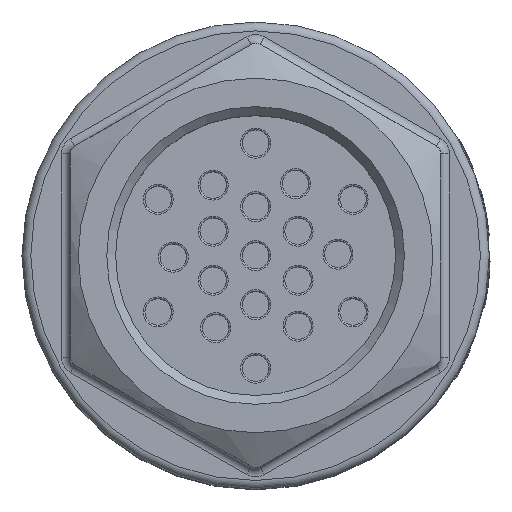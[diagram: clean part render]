
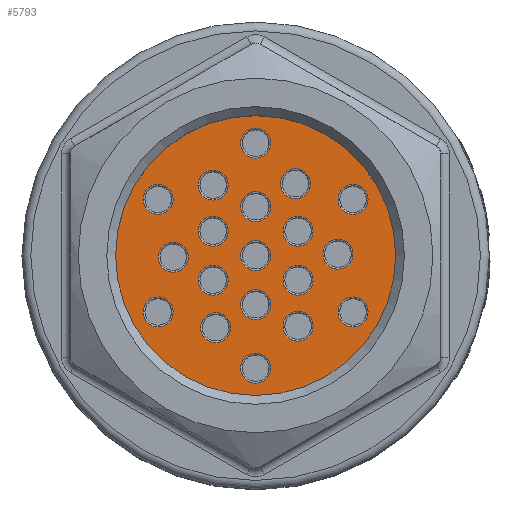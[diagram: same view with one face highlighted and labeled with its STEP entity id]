
A CAD part, top view. The second image highlights one B-rep face of the part: STEP entity #5793.
In plain terms, the highlighted planar face has unit normal (0, 0, 1).
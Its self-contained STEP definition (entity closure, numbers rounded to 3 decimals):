
#349=FACE_BOUND('',#1176,.T.);
#350=FACE_BOUND('',#1177,.T.);
#351=FACE_BOUND('',#1178,.T.);
#352=FACE_BOUND('',#1179,.T.);
#353=FACE_BOUND('',#1180,.T.);
#354=FACE_BOUND('',#1181,.T.);
#355=FACE_BOUND('',#1182,.T.);
#356=FACE_BOUND('',#1183,.T.);
#357=FACE_BOUND('',#1184,.T.);
#358=FACE_BOUND('',#1185,.T.);
#359=FACE_BOUND('',#1186,.T.);
#360=FACE_BOUND('',#1187,.T.);
#361=FACE_BOUND('',#1188,.T.);
#362=FACE_BOUND('',#1189,.T.);
#363=FACE_BOUND('',#1190,.T.);
#364=FACE_BOUND('',#1191,.T.);
#365=FACE_BOUND('',#1192,.T.);
#366=FACE_BOUND('',#1193,.T.);
#367=FACE_BOUND('',#1194,.T.);
#486=PLANE('',#6232);
#823=FACE_OUTER_BOUND('',#1175,.T.);
#1175=EDGE_LOOP('',(#4851));
#1176=EDGE_LOOP('',(#4852));
#1177=EDGE_LOOP('',(#4853));
#1178=EDGE_LOOP('',(#4854));
#1179=EDGE_LOOP('',(#4855));
#1180=EDGE_LOOP('',(#4856));
#1181=EDGE_LOOP('',(#4857));
#1182=EDGE_LOOP('',(#4858));
#1183=EDGE_LOOP('',(#4859));
#1184=EDGE_LOOP('',(#4860));
#1185=EDGE_LOOP('',(#4861));
#1186=EDGE_LOOP('',(#4862));
#1187=EDGE_LOOP('',(#4863));
#1188=EDGE_LOOP('',(#4864));
#1189=EDGE_LOOP('',(#4865));
#1190=EDGE_LOOP('',(#4866));
#1191=EDGE_LOOP('',(#4867));
#1192=EDGE_LOOP('',(#4868));
#1193=EDGE_LOOP('',(#4869));
#1194=EDGE_LOOP('',(#4870));
#2124=CIRCLE('',#6224,15.885);
#2126=CIRCLE('',#6228,1.7);
#2130=CIRCLE('',#6233,1.7);
#2131=CIRCLE('',#6234,1.7);
#2132=CIRCLE('',#6235,1.7);
#2133=CIRCLE('',#6236,1.7);
#2134=CIRCLE('',#6237,1.7);
#2135=CIRCLE('',#6238,1.7);
#2136=CIRCLE('',#6239,1.7);
#2137=CIRCLE('',#6240,1.7);
#2138=CIRCLE('',#6241,1.7);
#2139=CIRCLE('',#6242,1.7);
#2140=CIRCLE('',#6243,1.7);
#2141=CIRCLE('',#6244,1.7);
#2142=CIRCLE('',#6245,1.7);
#2143=CIRCLE('',#6246,1.7);
#2144=CIRCLE('',#6247,1.7);
#2145=CIRCLE('',#6248,1.7);
#2146=CIRCLE('',#6249,1.7);
#2147=CIRCLE('',#6250,1.7);
#2664=VERTEX_POINT('',#11571);
#2666=VERTEX_POINT('',#11578);
#2669=VERTEX_POINT('',#11586);
#2670=VERTEX_POINT('',#11588);
#2671=VERTEX_POINT('',#11590);
#2672=VERTEX_POINT('',#11592);
#2673=VERTEX_POINT('',#11594);
#2674=VERTEX_POINT('',#11596);
#2675=VERTEX_POINT('',#11598);
#2676=VERTEX_POINT('',#11600);
#2677=VERTEX_POINT('',#11602);
#2678=VERTEX_POINT('',#11604);
#2679=VERTEX_POINT('',#11606);
#2680=VERTEX_POINT('',#11608);
#2681=VERTEX_POINT('',#11610);
#2682=VERTEX_POINT('',#11612);
#2683=VERTEX_POINT('',#11614);
#2684=VERTEX_POINT('',#11616);
#2685=VERTEX_POINT('',#11618);
#2686=VERTEX_POINT('',#11620);
#3411=EDGE_CURVE('',#2664,#2664,#2124,.T.);
#3413=EDGE_CURVE('',#2666,#2666,#2126,.T.);
#3417=EDGE_CURVE('',#2669,#2669,#2130,.T.);
#3418=EDGE_CURVE('',#2670,#2670,#2131,.T.);
#3419=EDGE_CURVE('',#2671,#2671,#2132,.T.);
#3420=EDGE_CURVE('',#2672,#2672,#2133,.T.);
#3421=EDGE_CURVE('',#2673,#2673,#2134,.T.);
#3422=EDGE_CURVE('',#2674,#2674,#2135,.T.);
#3423=EDGE_CURVE('',#2675,#2675,#2136,.T.);
#3424=EDGE_CURVE('',#2676,#2676,#2137,.T.);
#3425=EDGE_CURVE('',#2677,#2677,#2138,.T.);
#3426=EDGE_CURVE('',#2678,#2678,#2139,.T.);
#3427=EDGE_CURVE('',#2679,#2679,#2140,.T.);
#3428=EDGE_CURVE('',#2680,#2680,#2141,.T.);
#3429=EDGE_CURVE('',#2681,#2681,#2142,.T.);
#3430=EDGE_CURVE('',#2682,#2682,#2143,.T.);
#3431=EDGE_CURVE('',#2683,#2683,#2144,.T.);
#3432=EDGE_CURVE('',#2684,#2684,#2145,.T.);
#3433=EDGE_CURVE('',#2685,#2685,#2146,.T.);
#3434=EDGE_CURVE('',#2686,#2686,#2147,.T.);
#4851=ORIENTED_EDGE('',*,*,#3411,.F.);
#4852=ORIENTED_EDGE('',*,*,#3417,.F.);
#4853=ORIENTED_EDGE('',*,*,#3418,.F.);
#4854=ORIENTED_EDGE('',*,*,#3419,.F.);
#4855=ORIENTED_EDGE('',*,*,#3420,.F.);
#4856=ORIENTED_EDGE('',*,*,#3421,.F.);
#4857=ORIENTED_EDGE('',*,*,#3422,.F.);
#4858=ORIENTED_EDGE('',*,*,#3423,.F.);
#4859=ORIENTED_EDGE('',*,*,#3424,.F.);
#4860=ORIENTED_EDGE('',*,*,#3425,.F.);
#4861=ORIENTED_EDGE('',*,*,#3426,.F.);
#4862=ORIENTED_EDGE('',*,*,#3427,.F.);
#4863=ORIENTED_EDGE('',*,*,#3428,.F.);
#4864=ORIENTED_EDGE('',*,*,#3429,.F.);
#4865=ORIENTED_EDGE('',*,*,#3430,.F.);
#4866=ORIENTED_EDGE('',*,*,#3431,.F.);
#4867=ORIENTED_EDGE('',*,*,#3432,.F.);
#4868=ORIENTED_EDGE('',*,*,#3433,.F.);
#4869=ORIENTED_EDGE('',*,*,#3434,.F.);
#4870=ORIENTED_EDGE('',*,*,#3413,.F.);
#5793=ADVANCED_FACE('',(#823,#349,#350,#351,#352,#353,#354,#355,#356,#357,
#358,#359,#360,#361,#362,#363,#364,#365,#366,#367),#486,.T.);
#6224=AXIS2_PLACEMENT_3D('',#11573,#7391,#7392);
#6228=AXIS2_PLACEMENT_3D('',#11579,#7399,#7400);
#6232=AXIS2_PLACEMENT_3D('',#11585,#7407,#7408);
#6233=AXIS2_PLACEMENT_3D('',#11587,#7409,#7410);
#6234=AXIS2_PLACEMENT_3D('',#11589,#7411,#7412);
#6235=AXIS2_PLACEMENT_3D('',#11591,#7413,#7414);
#6236=AXIS2_PLACEMENT_3D('',#11593,#7415,#7416);
#6237=AXIS2_PLACEMENT_3D('',#11595,#7417,#7418);
#6238=AXIS2_PLACEMENT_3D('',#11597,#7419,#7420);
#6239=AXIS2_PLACEMENT_3D('',#11599,#7421,#7422);
#6240=AXIS2_PLACEMENT_3D('',#11601,#7423,#7424);
#6241=AXIS2_PLACEMENT_3D('',#11603,#7425,#7426);
#6242=AXIS2_PLACEMENT_3D('',#11605,#7427,#7428);
#6243=AXIS2_PLACEMENT_3D('',#11607,#7429,#7430);
#6244=AXIS2_PLACEMENT_3D('',#11609,#7431,#7432);
#6245=AXIS2_PLACEMENT_3D('',#11611,#7433,#7434);
#6246=AXIS2_PLACEMENT_3D('',#11613,#7435,#7436);
#6247=AXIS2_PLACEMENT_3D('',#11615,#7437,#7438);
#6248=AXIS2_PLACEMENT_3D('',#11617,#7439,#7440);
#6249=AXIS2_PLACEMENT_3D('',#11619,#7441,#7442);
#6250=AXIS2_PLACEMENT_3D('',#11621,#7443,#7444);
#7391=DIRECTION('center_axis',(0.,0.,-1.));
#7392=DIRECTION('ref_axis',(-1.,0.,0.));
#7399=DIRECTION('center_axis',(0.,0.,1.));
#7400=DIRECTION('ref_axis',(-1.,0.,0.));
#7407=DIRECTION('center_axis',(0.,0.,1.));
#7408=DIRECTION('ref_axis',(1.,0.,0.));
#7409=DIRECTION('center_axis',(0.,0.,1.));
#7410=DIRECTION('ref_axis',(-1.,0.,0.));
#7411=DIRECTION('center_axis',(0.,0.,1.));
#7412=DIRECTION('ref_axis',(-1.,0.,0.));
#7413=DIRECTION('center_axis',(0.,0.,1.));
#7414=DIRECTION('ref_axis',(-1.,0.,0.));
#7415=DIRECTION('center_axis',(0.,0.,1.));
#7416=DIRECTION('ref_axis',(-1.,0.,0.));
#7417=DIRECTION('center_axis',(0.,0.,1.));
#7418=DIRECTION('ref_axis',(-1.,0.,0.));
#7419=DIRECTION('center_axis',(0.,0.,1.));
#7420=DIRECTION('ref_axis',(-1.,0.,0.));
#7421=DIRECTION('center_axis',(0.,0.,1.));
#7422=DIRECTION('ref_axis',(-1.,0.,0.));
#7423=DIRECTION('center_axis',(0.,0.,1.));
#7424=DIRECTION('ref_axis',(-1.,0.,0.));
#7425=DIRECTION('center_axis',(0.,0.,1.));
#7426=DIRECTION('ref_axis',(-1.,0.,0.));
#7427=DIRECTION('center_axis',(0.,0.,1.));
#7428=DIRECTION('ref_axis',(-1.,0.,0.));
#7429=DIRECTION('center_axis',(0.,0.,1.));
#7430=DIRECTION('ref_axis',(-1.,0.,0.));
#7431=DIRECTION('center_axis',(0.,0.,1.));
#7432=DIRECTION('ref_axis',(-1.,0.,0.));
#7433=DIRECTION('center_axis',(0.,0.,1.));
#7434=DIRECTION('ref_axis',(-1.,0.,0.));
#7435=DIRECTION('center_axis',(0.,0.,1.));
#7436=DIRECTION('ref_axis',(-1.,0.,0.));
#7437=DIRECTION('center_axis',(0.,0.,1.));
#7438=DIRECTION('ref_axis',(-1.,0.,0.));
#7439=DIRECTION('center_axis',(0.,0.,1.));
#7440=DIRECTION('ref_axis',(-1.,0.,0.));
#7441=DIRECTION('center_axis',(0.,0.,1.));
#7442=DIRECTION('ref_axis',(-1.,0.,0.));
#7443=DIRECTION('center_axis',(0.,0.,1.));
#7444=DIRECTION('ref_axis',(-1.,0.,0.));
#11571=CARTESIAN_POINT('',(15.885,0.,21.));
#11573=CARTESIAN_POINT('Origin',(0.,0.,21.));
#11578=CARTESIAN_POINT('',(1.7,12.767,21.));
#11579=CARTESIAN_POINT('Origin',(0.,12.767,21.));
#11585=CARTESIAN_POINT('Origin',(0.,0.,21.));
#11586=CARTESIAN_POINT('',(6.224,8.173,21.));
#11587=CARTESIAN_POINT('Origin',(4.524,8.173,21.));
#11588=CARTESIAN_POINT('',(11.04,0.168,21.));
#11589=CARTESIAN_POINT('Origin',(9.34,0.168,21.));
#11590=CARTESIAN_POINT('',(6.516,-2.78,21.));
#11591=CARTESIAN_POINT('Origin',(4.816,-2.78,21.));
#11592=CARTESIAN_POINT('',(1.7,5.561,21.));
#11593=CARTESIAN_POINT('Origin',(0.,5.561,21.));
#11594=CARTESIAN_POINT('',(-3.116,2.78,21.));
#11595=CARTESIAN_POINT('Origin',(-4.816,2.78,21.));
#11596=CARTESIAN_POINT('',(-7.64,-0.168,21.));
#11597=CARTESIAN_POINT('Origin',(-9.34,-0.168,21.));
#11598=CARTESIAN_POINT('',(-3.116,-2.78,21.));
#11599=CARTESIAN_POINT('Origin',(-4.816,-2.78,21.));
#11600=CARTESIAN_POINT('',(-2.824,-8.173,21.));
#11601=CARTESIAN_POINT('Origin',(-4.524,-8.173,21.));
#11602=CARTESIAN_POINT('',(12.756,-6.383,21.));
#11603=CARTESIAN_POINT('Origin',(11.056,-6.383,21.));
#11604=CARTESIAN_POINT('',(1.7,-12.767,21.));
#11605=CARTESIAN_POINT('Origin',(0.,-12.767,
21.));
#11606=CARTESIAN_POINT('',(6.516,-8.005,21.));
#11607=CARTESIAN_POINT('Origin',(4.816,-8.005,21.));
#11608=CARTESIAN_POINT('',(1.7,-5.561,21.));
#11609=CARTESIAN_POINT('Origin',(0.,-5.561,
21.));
#11610=CARTESIAN_POINT('',(-9.356,-6.383,21.));
#11611=CARTESIAN_POINT('Origin',(-11.056,-6.383,21.));
#11612=CARTESIAN_POINT('',(-9.356,6.383,21.));
#11613=CARTESIAN_POINT('Origin',(-11.056,6.383,21.));
#11614=CARTESIAN_POINT('',(-3.116,8.005,21.));
#11615=CARTESIAN_POINT('Origin',(-4.816,8.005,21.));
#11616=CARTESIAN_POINT('',(1.7,0.,21.));
#11617=CARTESIAN_POINT('Origin',(0.,0.,21.));
#11618=CARTESIAN_POINT('',(6.516,2.78,21.));
#11619=CARTESIAN_POINT('Origin',(4.816,2.78,21.));
#11620=CARTESIAN_POINT('',(12.756,6.383,21.));
#11621=CARTESIAN_POINT('Origin',(11.056,6.383,21.));
